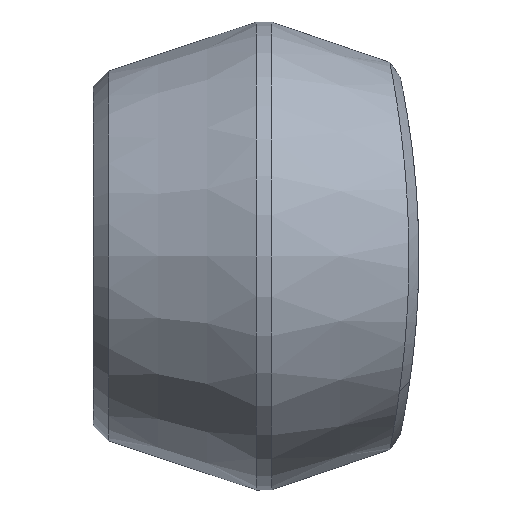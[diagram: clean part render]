
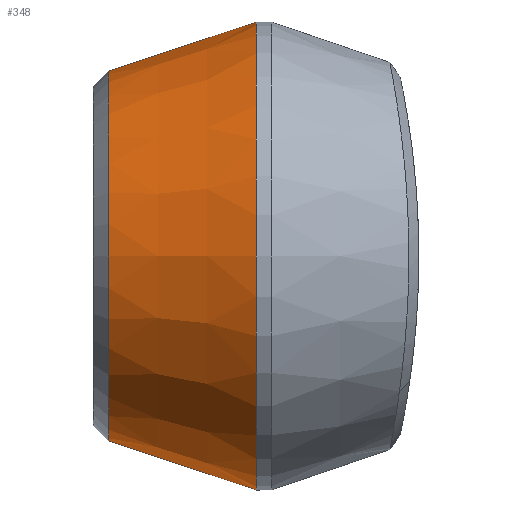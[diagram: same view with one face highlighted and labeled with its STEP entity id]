
A CAD part, left-side view. The second image highlights one B-rep face of the part: STEP entity #348.
In plain terms, the highlighted conical face has half-angle 18.391 degrees and reference radius 20.079 mm.
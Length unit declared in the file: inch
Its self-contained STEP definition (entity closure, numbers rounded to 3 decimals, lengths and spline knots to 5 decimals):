
#2 = DIRECTION ( 'NONE',  ( 0., 0., -1. ) ) ;
#74 = AXIS2_PLACEMENT_3D ( 'NONE', #714, #809, #2 ) ;
#75 = AXIS2_PLACEMENT_3D ( 'NONE', #710, #1061, #79 ) ;
#79 = DIRECTION ( 'NONE',  ( 0., 0., -1. ) ) ;
#92 = ORIENTED_EDGE ( 'NONE', *, *, #1118, .F. ) ;
#153 = CARTESIAN_POINT ( 'NONE',  ( 0., 3.92588, -1. ) ) ;
#160 = CARTESIAN_POINT ( 'NONE',  ( 0., 4.556, -0.7905 ) ) ;
#184 = CARTESIAN_POINT ( 'NONE',  ( 0., 3.92588, 1. ) ) ;
#234 = CARTESIAN_POINT ( 'NONE',  ( 0., 4.556, 0.7905 ) ) ;
#288 = VERTEX_POINT ( 'NONE', #184 ) ;
#348 = ADVANCED_FACE ( 'NONE', ( #637 ), #835, .T. ) ;
#396 = CARTESIAN_POINT ( 'NONE',  ( 0., 4.556, -0.7905 ) ) ;
#530 = DIRECTION ( 'NONE',  ( 0., 0., -1. ) ) ;
#538 = DIRECTION ( 'NONE',  ( 0., -1., 0. ) ) ;
#539 = EDGE_LOOP ( 'NONE', ( #92, #1177, #819, #931 ) ) ;
#620 = VERTEX_POINT ( 'NONE', #396 ) ;
#633 = CARTESIAN_POINT ( 'NONE',  ( 0., 4.556, 0. ) ) ;
#637 = FACE_OUTER_BOUND ( 'NONE', #539, .T. ) ;
#654 = VECTOR ( 'NONE', #1182, 39.37008 ) ;
#706 = LINE ( 'NONE', #160, #1015 ) ;
#710 = CARTESIAN_POINT ( 'NONE',  ( 0., 3.92588, 0. ) ) ;
#714 = CARTESIAN_POINT ( 'NONE',  ( 0., 4.556, 0. ) ) ;
#788 = LINE ( 'NONE', #1162, #654 ) ;
#794 = AXIS2_PLACEMENT_3D ( 'NONE', #633, #538, #530 ) ;
#809 = DIRECTION ( 'NONE',  ( 0., -1., 0. ) ) ;
#819 = ORIENTED_EDGE ( 'NONE', *, *, #963, .T. ) ;
#835 = CONICAL_SURFACE ( 'NONE', #74, 0.7905, 0.321 ) ;
#858 = CIRCLE ( 'NONE', #794, 0.7905 ) ;
#923 = VERTEX_POINT ( 'NONE', #234 ) ;
#931 = ORIENTED_EDGE ( 'NONE', *, *, #1043, .F. ) ;
#952 = EDGE_CURVE ( 'NONE', #923, #620, #858, .T. ) ;
#963 = EDGE_CURVE ( 'NONE', #620, #1131, #706, .T. ) ;
#1015 = VECTOR ( 'NONE', #1069, 39.37008 ) ;
#1043 = EDGE_CURVE ( 'NONE', #288, #1131, #1165, .T. ) ;
#1061 = DIRECTION ( 'NONE',  ( 0., -1., 0. ) ) ;
#1069 = DIRECTION ( 'NONE',  ( 0., -0.949, -0.315 ) ) ;
#1118 = EDGE_CURVE ( 'NONE', #923, #288, #788, .T. ) ;
#1131 = VERTEX_POINT ( 'NONE', #153 ) ;
#1162 = CARTESIAN_POINT ( 'NONE',  ( 0., 4.556, 0.7905 ) ) ;
#1165 = CIRCLE ( 'NONE', #75, 1. ) ;
#1177 = ORIENTED_EDGE ( 'NONE', *, *, #952, .T. ) ;
#1182 = DIRECTION ( 'NONE',  ( 0., -0.949, 0.315 ) ) ;
